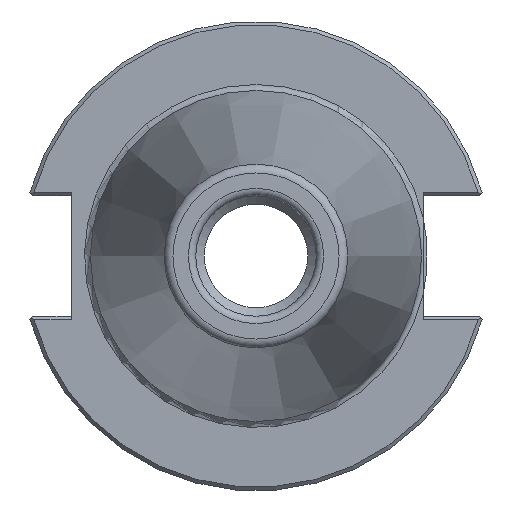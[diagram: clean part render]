
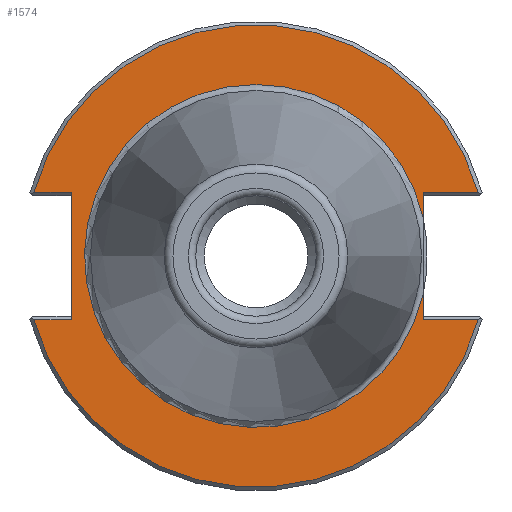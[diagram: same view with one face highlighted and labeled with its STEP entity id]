
A CAD part, left-side view. The second image highlights one B-rep face of the part: STEP entity #1574.
In plain terms, the highlighted planar face has unit normal (-1, 0, 0).
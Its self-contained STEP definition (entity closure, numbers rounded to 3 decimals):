
#111=LINE('',#2668,#195);
#114=LINE('',#2731,#198);
#115=LINE('',#2737,#199);
#116=LINE('',#2739,#200);
#117=LINE('',#2743,#201);
#118=LINE('',#2745,#202);
#119=LINE('',#2746,#203);
#195=VECTOR('',#1970,10.);
#198=VECTOR('',#1989,10.);
#199=VECTOR('',#1994,10.);
#200=VECTOR('',#1995,10.);
#201=VECTOR('',#1998,10.);
#202=VECTOR('',#1999,10.);
#203=VECTOR('',#2000,10.);
#315=FACE_OUTER_BOUND('',#394,.T.);
#394=EDGE_LOOP('',(#1148,#1149,#1150,#1151,#1152,#1153,#1154,#1155,#1156,
#1157,#1158));
#491=CIRCLE('',#1705,31.275);
#493=CIRCLE('',#1708,23.2);
#494=CIRCLE('',#1709,23.2);
#495=CIRCLE('',#1710,31.275);
#636=VERTEX_POINT('',#2665);
#637=VERTEX_POINT('',#2667);
#645=VERTEX_POINT('',#2718);
#648=VERTEX_POINT('',#2730);
#649=VERTEX_POINT('',#2732);
#650=VERTEX_POINT('',#2734);
#651=VERTEX_POINT('',#2736);
#652=VERTEX_POINT('',#2738);
#653=VERTEX_POINT('',#2740);
#654=VERTEX_POINT('',#2742);
#655=VERTEX_POINT('',#2744);
#833=EDGE_CURVE('',#636,#637,#111,.T.);
#845=EDGE_CURVE('',#637,#645,#491,.T.);
#849=EDGE_CURVE('',#636,#648,#114,.T.);
#850=EDGE_CURVE('',#648,#649,#493,.T.);
#851=EDGE_CURVE('',#649,#650,#494,.T.);
#852=EDGE_CURVE('',#650,#651,#115,.T.);
#853=EDGE_CURVE('',#652,#651,#116,.T.);
#854=EDGE_CURVE('',#653,#652,#495,.T.);
#855=EDGE_CURVE('',#654,#653,#117,.T.);
#856=EDGE_CURVE('',#654,#655,#118,.T.);
#857=EDGE_CURVE('',#645,#655,#119,.T.);
#1148=ORIENTED_EDGE('',*,*,#833,.F.);
#1149=ORIENTED_EDGE('',*,*,#849,.T.);
#1150=ORIENTED_EDGE('',*,*,#850,.T.);
#1151=ORIENTED_EDGE('',*,*,#851,.T.);
#1152=ORIENTED_EDGE('',*,*,#852,.T.);
#1153=ORIENTED_EDGE('',*,*,#853,.F.);
#1154=ORIENTED_EDGE('',*,*,#854,.F.);
#1155=ORIENTED_EDGE('',*,*,#855,.F.);
#1156=ORIENTED_EDGE('',*,*,#856,.T.);
#1157=ORIENTED_EDGE('',*,*,#857,.F.);
#1158=ORIENTED_EDGE('',*,*,#845,.F.);
#1531=PLANE('',#1707);
#1574=ADVANCED_FACE('',(#315),#1531,.T.);
#1705=AXIS2_PLACEMENT_3D('',#2719,#1983,#1984);
#1707=AXIS2_PLACEMENT_3D('',#2729,#1987,#1988);
#1708=AXIS2_PLACEMENT_3D('',#2733,#1990,#1991);
#1709=AXIS2_PLACEMENT_3D('',#2735,#1992,#1993);
#1710=AXIS2_PLACEMENT_3D('',#2741,#1996,#1997);
#1970=DIRECTION('',(0.,-1.,0.));
#1983=DIRECTION('center_axis',(1.,0.,0.));
#1984=DIRECTION('ref_axis',(0.,0.,-1.));
#1987=DIRECTION('center_axis',(-1.,0.,0.));
#1988=DIRECTION('ref_axis',(0.,0.,1.));
#1989=DIRECTION('',(0.,0.,1.));
#1990=DIRECTION('center_axis',(1.,0.,0.));
#1991=DIRECTION('ref_axis',(0.,0.,-1.));
#1992=DIRECTION('center_axis',(1.,0.,0.));
#1993=DIRECTION('ref_axis',(0.,0.,-1.));
#1994=DIRECTION('',(0.,0.,1.));
#1995=DIRECTION('',(0.,1.,0.));
#1996=DIRECTION('center_axis',(1.,0.,0.));
#1997=DIRECTION('ref_axis',(0.,0.,-1.));
#1998=DIRECTION('',(0.,1.,0.));
#1999=DIRECTION('',(0.,0.,-1.));
#2000=DIRECTION('',(0.,-1.,0.));
#2665=CARTESIAN_POINT('',(3.175,-22.6,-8.65));
#2667=CARTESIAN_POINT('',(3.175,-30.055,-8.65));
#2668=CARTESIAN_POINT('',(3.175,-6.051,-8.65));
#2718=CARTESIAN_POINT('',(3.175,30.055,-8.65));
#2719=CARTESIAN_POINT('Origin',(3.175,0.,0.));
#2729=CARTESIAN_POINT('Origin',(3.175,31.275,0.));
#2730=CARTESIAN_POINT('',(3.175,-22.6,-5.242));
#2731=CARTESIAN_POINT('',(3.175,-22.6,-4.075));
#2732=CARTESIAN_POINT('',(3.175,0.,23.2));
#2733=CARTESIAN_POINT('Origin',(3.175,0.,0.));
#2734=CARTESIAN_POINT('',(3.175,-22.6,5.242));
#2735=CARTESIAN_POINT('Origin',(3.175,0.,0.));
#2736=CARTESIAN_POINT('',(3.175,-22.6,8.65));
#2737=CARTESIAN_POINT('',(3.175,-22.6,-4.075));
#2738=CARTESIAN_POINT('',(3.175,-30.055,8.65));
#2739=CARTESIAN_POINT('',(3.175,4.337,8.65));
#2740=CARTESIAN_POINT('',(3.175,30.055,8.65));
#2741=CARTESIAN_POINT('Origin',(3.175,0.,0.));
#2742=CARTESIAN_POINT('',(3.175,25.,8.65));
#2743=CARTESIAN_POINT('',(3.175,36.28,8.65));
#2744=CARTESIAN_POINT('',(3.175,25.,-8.65));
#2745=CARTESIAN_POINT('',(3.175,25.,4.075));
#2746=CARTESIAN_POINT('',(3.175,28.137,-8.65));
